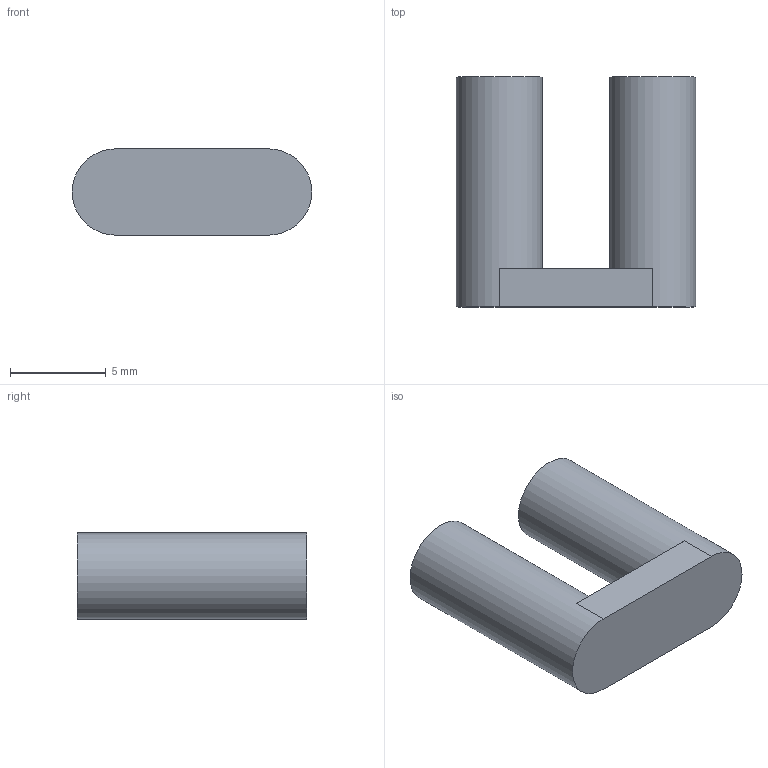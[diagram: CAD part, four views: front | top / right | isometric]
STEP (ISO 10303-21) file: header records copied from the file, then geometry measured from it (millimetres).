
FILE_DESCRIPTION(/* description */ (''),/* implementation_level */ '2;1');
FILE_NAME(/* name */ 'mini-bracket.stp',/* time_stamp */ '2021-12-11T18:28:45-05:00',/* author */ ('Apex'),/* organization */ (''),/* preprocessor_version */ 'ST-DEVELOPER v18.1',/* originating_system */ 'Autodesk Inventor 2021',/* authorisation */ '');
FILE_SCHEMA (('AUTOMOTIVE_DESIGN { 1 0 10303 214 3 1 1 }'));
Length unit declared in the file: millimetre
Products named in the file (1): mini-bracket
Bounding box: 12.5 x 12 x 4.5 mm (x, y, z)
Volume: 421.9 mm3; surface area: 446.8 mm2
Topology: 1 solids, 1 shells, 8 faces, 24 edges, 22 vertices
Faces by surface type: plane 6, cylinder 2
Full cylindrical faces by diameter (mm): 4.5 x2
Entity records: 296 total; most frequent: CARTESIAN_POINT 49, DIRECTION 48, ORIENTED_EDGE 36, AXIS2_PLACEMENT_3D 19, EDGE_CURVE 18, VERTEX_POINT 12, CIRCLE 10, LINE 10
